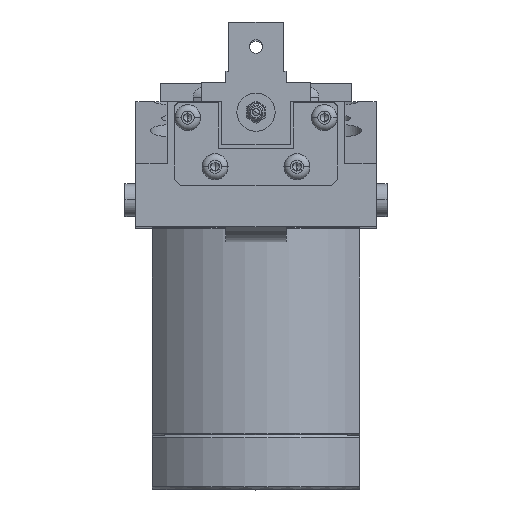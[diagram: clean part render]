
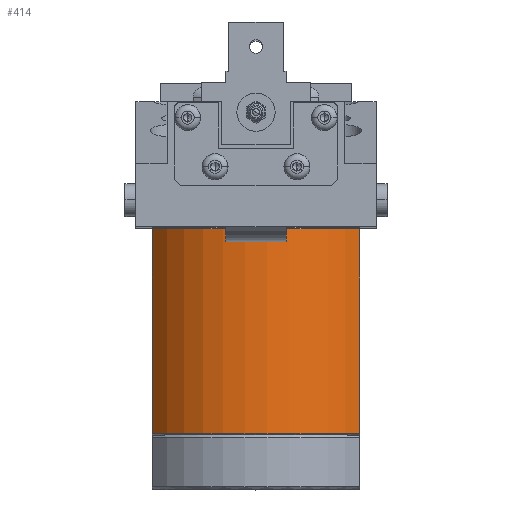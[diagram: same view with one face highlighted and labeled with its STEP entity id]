
A CAD part, top view. The second image highlights one B-rep face of the part: STEP entity #414.
In plain terms, the highlighted cylindrical face has radius 47 mm (diameter 94 mm), a partial arc.
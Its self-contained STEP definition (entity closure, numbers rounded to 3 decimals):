
#414 = ADVANCED_FACE ( 'NONE', ( #18862 ), #5313, .T. ) ;
#1056 = AXIS2_PLACEMENT_3D ( 'NONE', #11347, #2358, #8391 ) ;
#1893 = ORIENTED_EDGE ( 'NONE', *, *, #4378, .T. ) ;
#1951 = CARTESIAN_POINT ( 'NONE',  ( -27.659, 0.5, -38. ) ) ;
#1991 = EDGE_CURVE ( 'NONE', #6711, #14031, #6203, .T. ) ;
#2358 = DIRECTION ( 'NONE',  ( 0., -1., 0. ) ) ;
#2548 = VERTEX_POINT ( 'NONE', #8970 ) ;
#3168 = VECTOR ( 'NONE', #6198, 1000. ) ;
#4137 = DIRECTION ( 'NONE',  ( 0., 1., 0. ) ) ;
#4274 = CARTESIAN_POINT ( 'NONE',  ( -27.659, 75.5, 38. ) ) ;
#4378 = EDGE_CURVE ( 'NONE', #5983, #2548, #6570, .T. ) ;
#4605 = DIRECTION ( 'NONE',  ( 0., -1., 0. ) ) ;
#5313 = CYLINDRICAL_SURFACE ( 'NONE', #1056, 47. ) ;
#5983 = VERTEX_POINT ( 'NONE', #4274 ) ;
#6198 = DIRECTION ( 'NONE',  ( 0., 1., 0. ) ) ;
#6203 = CIRCLE ( 'NONE', #14743, 47. ) ;
#6570 = CIRCLE ( 'NONE', #17641, 47. ) ;
#6711 = VERTEX_POINT ( 'NONE', #1951 ) ;
#6884 = ORIENTED_EDGE ( 'NONE', *, *, #1991, .T. ) ;
#8391 = DIRECTION ( 'NONE',  ( 0., 0., -1. ) ) ;
#8929 = CARTESIAN_POINT ( 'NONE',  ( -27.659, 0., 38. ) ) ;
#8970 = CARTESIAN_POINT ( 'NONE',  ( -27.659, 75.5, -38. ) ) ;
#9045 = ORIENTED_EDGE ( 'NONE', *, *, #12643, .F. ) ;
#9916 = EDGE_LOOP ( 'NONE', ( #9045, #6884, #15215, #1893 ) ) ;
#10142 = VECTOR ( 'NONE', #15280, 1000. ) ;
#10173 = CARTESIAN_POINT ( 'NONE',  ( 0., 0.5, 0. ) ) ;
#10909 = CARTESIAN_POINT ( 'NONE',  ( 0., 75.5, 0. ) ) ;
#11342 = CARTESIAN_POINT ( 'NONE',  ( -27.659, 0.5, 38. ) ) ;
#11347 = CARTESIAN_POINT ( 'NONE',  ( 0., 0., 0. ) ) ;
#12240 = CARTESIAN_POINT ( 'NONE',  ( -27.659, 0., -38. ) ) ;
#12643 = EDGE_CURVE ( 'NONE', #6711, #2548, #18267, .T. ) ;
#12983 = EDGE_CURVE ( 'NONE', #5983, #14031, #14956, .T. ) ;
#14031 = VERTEX_POINT ( 'NONE', #11342 ) ;
#14061 = DIRECTION ( 'NONE',  ( 0., 0., -1. ) ) ;
#14743 = AXIS2_PLACEMENT_3D ( 'NONE', #10173, #4137, #17681 ) ;
#14956 = LINE ( 'NONE', #8929, #10142 ) ;
#15215 = ORIENTED_EDGE ( 'NONE', *, *, #12983, .F. ) ;
#15280 = DIRECTION ( 'NONE',  ( 0., -1., 0. ) ) ;
#17641 = AXIS2_PLACEMENT_3D ( 'NONE', #10909, #4605, #14061 ) ;
#17681 = DIRECTION ( 'NONE',  ( 0., 0., 1. ) ) ;
#18267 = LINE ( 'NONE', #12240, #3168 ) ;
#18862 = FACE_OUTER_BOUND ( 'NONE', #9916, .T. ) ;
